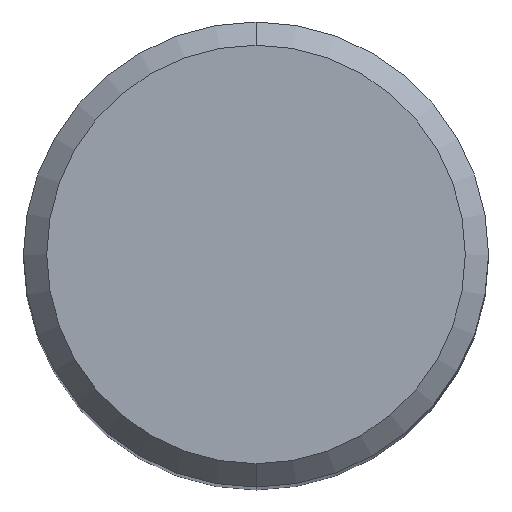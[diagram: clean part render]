
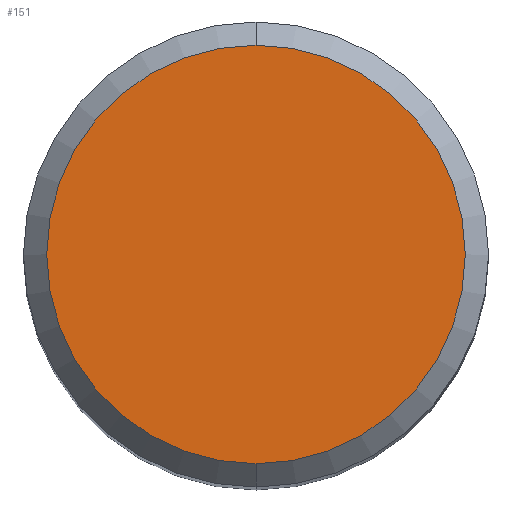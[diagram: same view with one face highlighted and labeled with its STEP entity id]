
A CAD part, top view. The second image highlights one B-rep face of the part: STEP entity #151.
In plain terms, the highlighted planar face has unit normal (0, 0, 1).
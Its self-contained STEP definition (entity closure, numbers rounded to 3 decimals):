
#107=VERTEX_POINT('',#259);
#151=ADVANCED_FACE('',(#308),#309,.T.);
#177=EDGE_CURVE('',#107,#229,#337,.T.);
#193=EDGE_CURVE('',#229,#107,#355,.T.);
#229=VERTEX_POINT('',#397);
#259=CARTESIAN_POINT('',(0.0,5.4,0.0));
#308=FACE_OUTER_BOUND('',#487,.T.);
#309=PLANE('',#488);
#337=CIRCLE('',#523,5.4);
#355=CIRCLE('',#546,5.4);
#397=CARTESIAN_POINT('',(0.,-5.4,0.0));
#487=EDGE_LOOP('',(#677,#678));
#488=AXIS2_PLACEMENT_3D('',#679,#680,#681);
#523=AXIS2_PLACEMENT_3D('',#705,#706,#707);
#546=AXIS2_PLACEMENT_3D('',#736,#737,#738);
#677=ORIENTED_EDGE('',*,*,#177,.F.);
#678=ORIENTED_EDGE('',*,*,#193,.F.);
#679=CARTESIAN_POINT('',(0.0,2.7,0.0));
#680=DIRECTION('',(-0.0,0.0,1.0));
#681=DIRECTION('',(0.0,-1.0,0.0));
#705=CARTESIAN_POINT('',(0.0,0.0,0.0));
#706=DIRECTION('',(0.0,0.0,-1.0));
#707=DIRECTION('',(0.0,1.0,0.0));
#736=CARTESIAN_POINT('',(0.0,0.0,0.0));
#737=DIRECTION('',(0.0,0.0,-1.0));
#738=DIRECTION('',(0.0,1.0,0.0));
